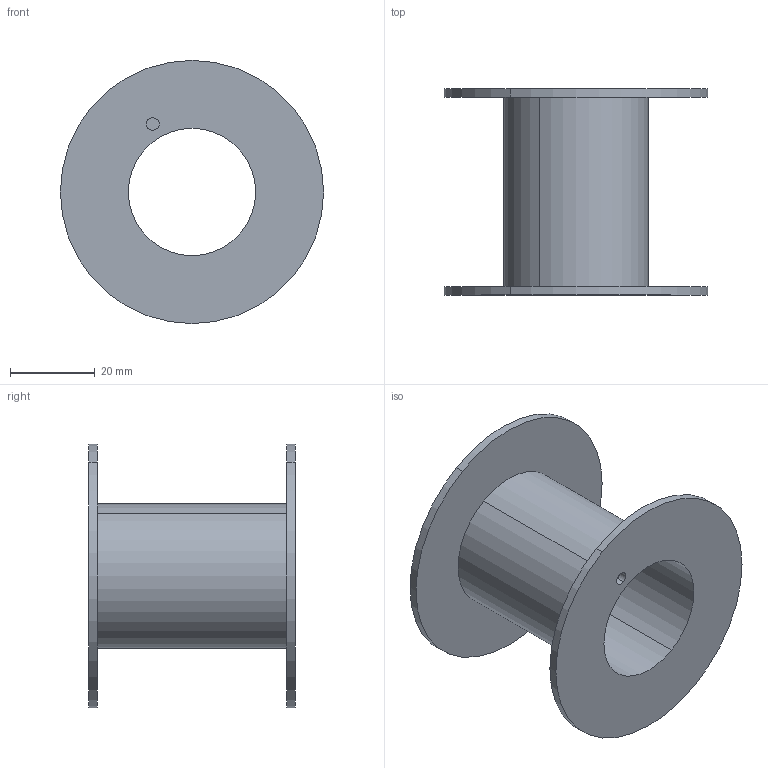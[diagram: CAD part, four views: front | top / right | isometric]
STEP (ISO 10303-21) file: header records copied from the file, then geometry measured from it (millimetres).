
FILE_DESCRIPTION(('CoCreate Modeling STEP Export'),'2;1');
FILE_NAME('m9.stp','2011-05-24T11:15:50',(''),(''),'CoCreate Modeling STEP processor for AP214 (Solid Model)','CoCreate Modeling 18.0P1120 20-Nov-2010 (C) Parametric Technology GmbH','');
FILE_SCHEMA(('AUTOMOTIVE_DESIGN { 1 0 10303 214 1 1 1 1 }'));
Length unit declared in the file: millimetre
Products named in the file (1): BODY_3____SOL2671_-_WSP_BOBINE_.PRT
Bounding box: 62 x 48.6 x 62 mm (x, y, z)
Volume: 18202.1 mm3; surface area: 18974.9 mm2
Topology: 1 solids, 1 shells, 14 faces, 30 edges, 19 vertices
Faces by surface type: cylinder 10, plane 4
Entity records: 370 total; most frequent: DIRECTION 60, ORIENTED_EDGE 60, CARTESIAN_POINT 54, EDGE_CURVE 30, AXIS2_PLACEMENT_3D 25, VERTEX_POINT 19, EDGE_LOOP 19, FACE_OUTER_BOUND 14
